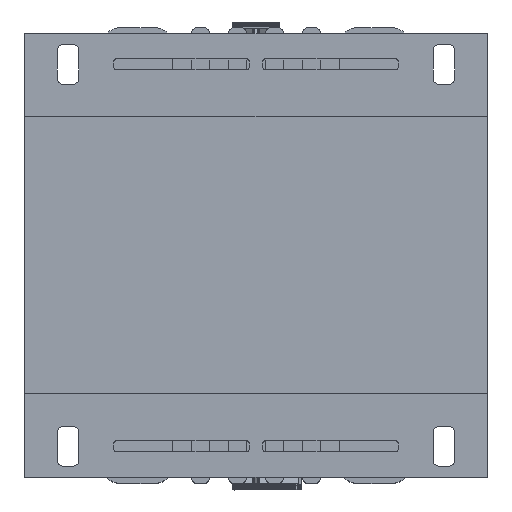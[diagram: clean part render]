
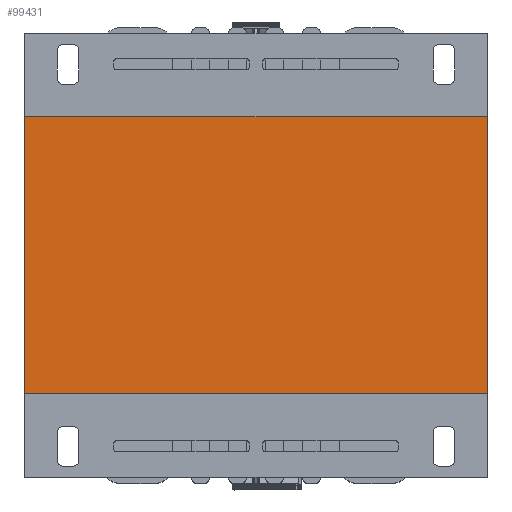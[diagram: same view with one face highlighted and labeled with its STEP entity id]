
A CAD part, top view. The second image highlights one B-rep face of the part: STEP entity #99431.
In plain terms, the highlighted planar face has unit normal (0, 0, 1).
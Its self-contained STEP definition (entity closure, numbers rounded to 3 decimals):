
#2889=FACE_OUTER_BOUND('',#7956,.T.);
#7956=EDGE_LOOP('',(#61960,#61961,#61962,#61963));
#13226=LINE('',#136627,#25825);
#13248=LINE('',#136678,#25847);
#13256=LINE('',#136702,#25855);
#13263=LINE('',#136716,#25862);
#25825=VECTOR('',#111217,10.);
#25847=VECTOR('',#111257,1.);
#25855=VECTOR('',#111285,1.);
#25862=VECTOR('',#111302,1.);
#38424=VERTEX_POINT('',#136624);
#38425=VERTEX_POINT('',#136626);
#38445=VERTEX_POINT('',#136676);
#38451=VERTEX_POINT('',#136700);
#47689=EDGE_CURVE('',#38424,#38425,#13226,.T.);
#47715=EDGE_CURVE('',#38424,#38445,#13248,.T.);
#47727=EDGE_CURVE('',#38445,#38451,#13256,.T.);
#47734=EDGE_CURVE('',#38425,#38451,#13263,.T.);
#61960=ORIENTED_EDGE('',*,*,#47689,.F.);
#61961=ORIENTED_EDGE('',*,*,#47715,.T.);
#61962=ORIENTED_EDGE('',*,*,#47727,.T.);
#61963=ORIENTED_EDGE('',*,*,#47734,.F.);
#90254=PLANE('',#104830);
#99431=ADVANCED_FACE('',(#2889),#90254,.T.);
#104830=AXIS2_PLACEMENT_3D('',#136715,#111300,#111301);
#111217=DIRECTION('',(1.,0.,0.));
#111257=DIRECTION('',(0.,-1.,0.));
#111285=DIRECTION('',(1.,0.,0.));
#111300=DIRECTION('center_axis',(0.,0.,1.));
#111301=DIRECTION('ref_axis',(0.,-1.,0.));
#111302=DIRECTION('',(0.,-1.,0.));
#136624=CARTESIAN_POINT('',(615.285,-284.691,87.5));
#136626=CARTESIAN_POINT('',(765.285,-284.691,87.5));
#136627=CARTESIAN_POINT('',(652.785,-284.691,87.5));
#136676=CARTESIAN_POINT('',(615.285,-374.691,87.5));
#136678=CARTESIAN_POINT('',(615.285,-274.691,87.5));
#136700=CARTESIAN_POINT('',(765.285,-374.691,87.5));
#136702=CARTESIAN_POINT('',(765.285,-374.691,87.5));
#136715=CARTESIAN_POINT('Origin',(615.285,-274.691,87.5));
#136716=CARTESIAN_POINT('',(765.285,-274.691,87.5));
